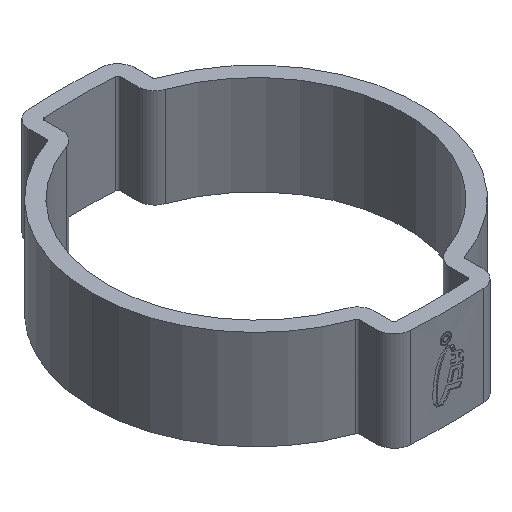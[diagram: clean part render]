
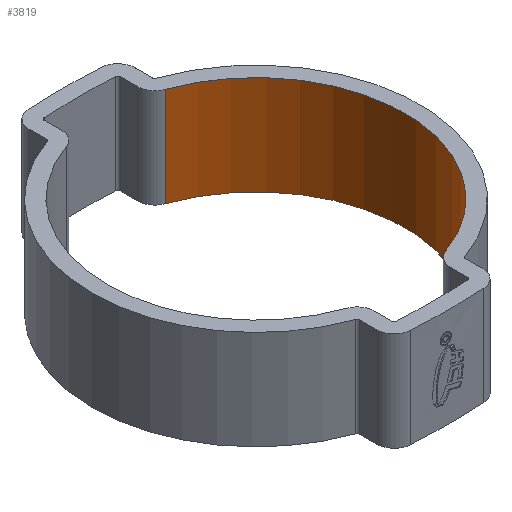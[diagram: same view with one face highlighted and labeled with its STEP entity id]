
A CAD part, isometric view. The second image highlights one B-rep face of the part: STEP entity #3819.
In plain terms, the highlighted cylindrical face has radius 12.75 mm (diameter 25.5 mm), a partial arc.
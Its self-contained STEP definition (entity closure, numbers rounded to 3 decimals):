
#178 = CARTESIAN_POINT ( 'NONE',  ( 4.25, 12.021, -4.25 ) ) ;
#184 = DIRECTION ( 'NONE',  ( 0., 0., -1. ) ) ;
#237 = DIRECTION ( 'NONE',  ( -1., 0., 0. ) ) ;
#253 = ORIENTED_EDGE ( 'NONE', *, *, #4338, .T. ) ;
#258 = VERTEX_POINT ( 'NONE', #5291 ) ;
#310 = LINE ( 'NONE', #2376, #2014 ) ;
#396 = DIRECTION ( 'NONE',  ( 0., 0., 1. ) ) ;
#413 = VERTEX_POINT ( 'NONE', #178 ) ;
#1062 = ORIENTED_EDGE ( 'NONE', *, *, #1425, .F. ) ;
#1202 = CIRCLE ( 'NONE', #5460, 12.75 ) ;
#1222 = CARTESIAN_POINT ( 'NONE',  ( 4.25, 12.021, 4.25 ) ) ;
#1400 = DIRECTION ( 'NONE',  ( 0., 0., -1. ) ) ;
#1425 = EDGE_CURVE ( 'NONE', #258, #413, #1202, .T. ) ;
#1467 = EDGE_LOOP ( 'NONE', ( #1062, #2049, #253, #5171 ) ) ;
#1798 = CARTESIAN_POINT ( 'NONE',  ( 4.25, 12.021, 4.25 ) ) ;
#1812 = FACE_OUTER_BOUND ( 'NONE', #1467, .T. ) ;
#1904 = VERTEX_POINT ( 'NONE', #1222 ) ;
#2014 = VECTOR ( 'NONE', #184, 1000. ) ;
#2049 = ORIENTED_EDGE ( 'NONE', *, *, #2803, .F. ) ;
#2122 = CARTESIAN_POINT ( 'NONE',  ( 0., 0., -4.25 ) ) ;
#2296 = CYLINDRICAL_SURFACE ( 'NONE', #4907, 12.75 ) ;
#2350 = DIRECTION ( 'NONE',  ( 0., 0., 1. ) ) ;
#2376 = CARTESIAN_POINT ( 'NONE',  ( 4.25, -12.021, 4.25 ) ) ;
#2641 = VERTEX_POINT ( 'NONE', #5136 ) ;
#2687 = DIRECTION ( 'NONE',  ( 0., 0., -1. ) ) ;
#2706 = CARTESIAN_POINT ( 'NONE',  ( 0., 0., 4.25 ) ) ;
#2783 = DIRECTION ( 'NONE',  ( -1., 0., 0. ) ) ;
#2803 = EDGE_CURVE ( 'NONE', #2641, #258, #310, .T. ) ;
#3218 = EDGE_CURVE ( 'NONE', #1904, #413, #5228, .T. ) ;
#3682 = CIRCLE ( 'NONE', #4453, 12.75 ) ;
#3819 = ADVANCED_FACE ( 'NONE', ( #1812 ), #2296, .F. ) ;
#4134 = CARTESIAN_POINT ( 'NONE',  ( 0., 0., 4.25 ) ) ;
#4338 = EDGE_CURVE ( 'NONE', #2641, #1904, #3682, .T. ) ;
#4361 = DIRECTION ( 'NONE',  ( -1., 0., 0. ) ) ;
#4453 = AXIS2_PLACEMENT_3D ( 'NONE', #4134, #2350, #237 ) ;
#4907 = AXIS2_PLACEMENT_3D ( 'NONE', #2706, #1400, #2783 ) ;
#5136 = CARTESIAN_POINT ( 'NONE',  ( 4.25, -12.021, 4.25 ) ) ;
#5171 = ORIENTED_EDGE ( 'NONE', *, *, #3218, .T. ) ;
#5184 = VECTOR ( 'NONE', #2687, 1000. ) ;
#5228 = LINE ( 'NONE', #1798, #5184 ) ;
#5291 = CARTESIAN_POINT ( 'NONE',  ( 4.25, -12.021, -4.25 ) ) ;
#5460 = AXIS2_PLACEMENT_3D ( 'NONE', #2122, #396, #4361 ) ;
